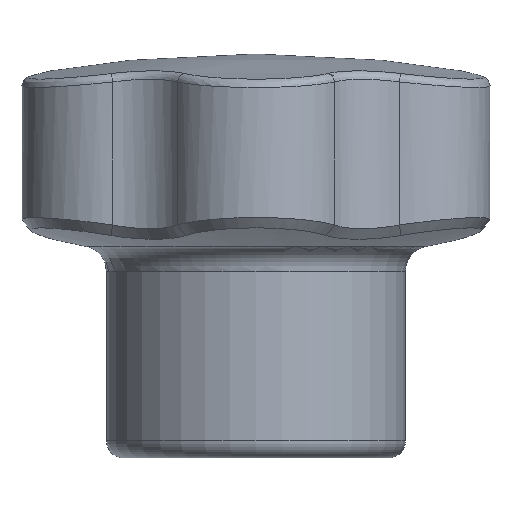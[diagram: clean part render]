
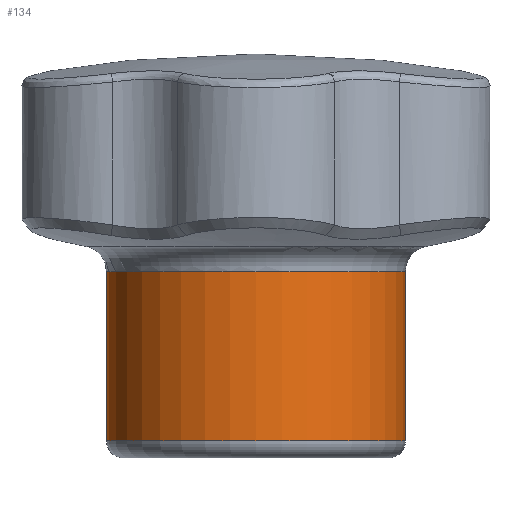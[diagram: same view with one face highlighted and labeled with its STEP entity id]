
A CAD part, front view. The second image highlights one B-rep face of the part: STEP entity #134.
In plain terms, the highlighted cylindrical face has radius 8.75 mm (diameter 17.5 mm), a full revolution.
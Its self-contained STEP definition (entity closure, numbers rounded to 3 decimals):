
#134 = ADVANCED_FACE( '', ( #280, #281 ), #282, .T. );
#280 = FACE_OUTER_BOUND( '', #2505, .T. );
#281 = FACE_OUTER_BOUND( '', #2506, .T. );
#282 = CYLINDRICAL_SURFACE( '', #2507, 8.75 );
#2505 = EDGE_LOOP( '', ( #3354 ) );
#2506 = EDGE_LOOP( '', ( #3355 ) );
#2507 = AXIS2_PLACEMENT_3D( '', #3356, #3357, #3358 );
#3354 = ORIENTED_EDGE( '', *, *, #3508, .T. );
#3355 = ORIENTED_EDGE( '', *, *, #3556, .T. );
#3356 = CARTESIAN_POINT( '', ( 0., 0., 23.65 ) );
#3357 = DIRECTION( '', ( 0., 0., -1. ) );
#3358 = DIRECTION( '', ( 1., 0., 0. ) );
#3508 = EDGE_CURVE( '', #3692, #3692, #3693, .T. );
#3556 = EDGE_CURVE( '', #3750, #3750, #3751, .F. );
#3692 = VERTEX_POINT( '', #5158 );
#3693 = CIRCLE( '', #5159, 8.75 );
#3750 = VERTEX_POINT( '', #5718 );
#3751 = CIRCLE( '', #5719, 8.75 );
#5158 = CARTESIAN_POINT( '', ( 8.75, 0., 1. ) );
#5159 = AXIS2_PLACEMENT_3D( '', #5805, #5806, #5807 );
#5718 = CARTESIAN_POINT( '', ( 8.75, 0., 10.917 ) );
#5719 = AXIS2_PLACEMENT_3D( '', #5832, #5833, #5834 );
#5805 = CARTESIAN_POINT( '', ( 0., 0., 1. ) );
#5806 = DIRECTION( '', ( 0., 0., 1. ) );
#5807 = DIRECTION( '', ( 1., 0., 0. ) );
#5832 = CARTESIAN_POINT( '', ( 0., 0., 10.917 ) );
#5833 = DIRECTION( '', ( 0., 0., 1. ) );
#5834 = DIRECTION( '', ( 1., 0., 0. ) );
